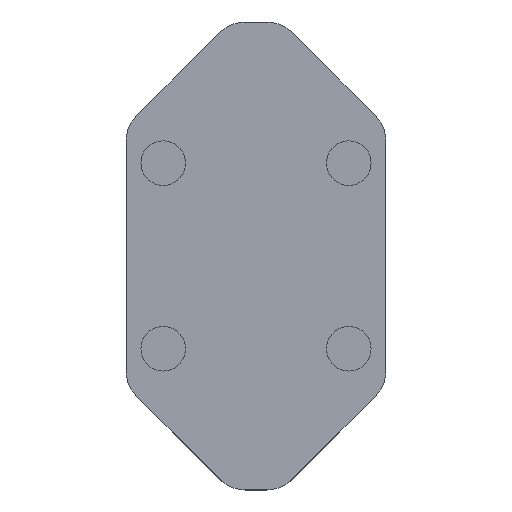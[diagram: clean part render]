
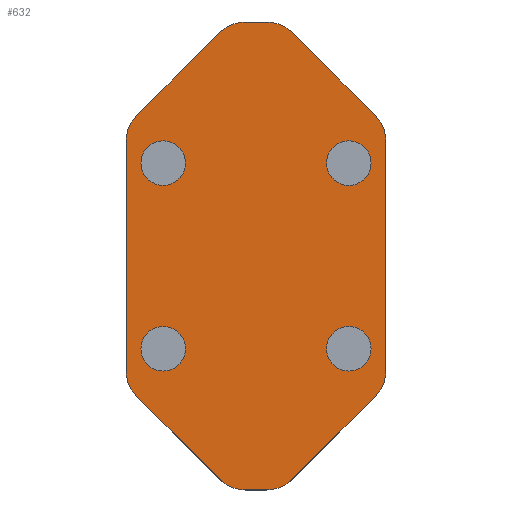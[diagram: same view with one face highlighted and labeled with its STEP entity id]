
A CAD part, top view. The second image highlights one B-rep face of the part: STEP entity #632.
In plain terms, the highlighted planar face has unit normal (0, 0, 1).
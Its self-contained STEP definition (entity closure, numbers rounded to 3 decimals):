
#21=FACE_BOUND('',#222,.T.);
#22=FACE_BOUND('',#223,.T.);
#23=FACE_BOUND('',#224,.T.);
#24=FACE_BOUND('',#225,.T.);
#32=LINE('',#974,#78);
#40=LINE('',#1003,#86);
#45=LINE('',#1017,#91);
#51=LINE('',#1034,#97);
#56=LINE('',#1056,#102);
#68=LINE('',#1104,#114);
#69=LINE('',#1106,#115);
#70=LINE('',#1108,#116);
#78=VECTOR('',#776,10.);
#86=VECTOR('',#802,10.);
#91=VECTOR('',#817,10.);
#97=VECTOR('',#833,10.);
#102=VECTOR('',#856,10.);
#114=VECTOR('',#920,10.);
#115=VECTOR('',#923,10.);
#116=VECTOR('',#926,10.);
#175=FACE_OUTER_BOUND('',#221,.T.);
#221=EDGE_LOOP('',(#552,#553,#554,#555,#556,#557,#558,#559,#560,#561,#562,
#563,#564,#565,#566,#567));
#222=EDGE_LOOP('',(#568));
#223=EDGE_LOOP('',(#569));
#224=EDGE_LOOP('',(#570));
#225=EDGE_LOOP('',(#571));
#234=CIRCLE('',#664,5.);
#242=CIRCLE('',#675,5.);
#243=CIRCLE('',#678,5.);
#244=CIRCLE('',#680,5.);
#246=CIRCLE('',#684,5.);
#253=CIRCLE('',#694,5.);
#254=CIRCLE('',#697,5.);
#255=CIRCLE('',#699,5.);
#257=CIRCLE('',#703,3.);
#259=CIRCLE('',#708,3.);
#261=CIRCLE('',#713,3.);
#263=CIRCLE('',#718,3.);
#272=VERTEX_POINT('',#957);
#273=VERTEX_POINT('',#958);
#279=VERTEX_POINT('',#972);
#289=VERTEX_POINT('',#996);
#290=VERTEX_POINT('',#997);
#291=VERTEX_POINT('',#1002);
#292=VERTEX_POINT('',#1006);
#293=VERTEX_POINT('',#1010);
#294=VERTEX_POINT('',#1011);
#295=VERTEX_POINT('',#1016);
#298=VERTEX_POINT('',#1024);
#301=VERTEX_POINT('',#1032);
#308=VERTEX_POINT('',#1051);
#309=VERTEX_POINT('',#1055);
#310=VERTEX_POINT('',#1059);
#311=VERTEX_POINT('',#1063);
#313=VERTEX_POINT('',#1070);
#315=VERTEX_POINT('',#1079);
#317=VERTEX_POINT('',#1088);
#319=VERTEX_POINT('',#1097);
#330=EDGE_CURVE('',#272,#273,#234,.T.);
#338=EDGE_CURVE('',#272,#279,#32,.T.);
#349=EDGE_CURVE('',#289,#290,#242,.T.);
#352=EDGE_CURVE('',#291,#290,#40,.T.);
#354=EDGE_CURVE('',#291,#292,#243,.T.);
#356=EDGE_CURVE('',#293,#294,#244,.T.);
#359=EDGE_CURVE('',#295,#294,#45,.T.);
#363=EDGE_CURVE('',#298,#279,#246,.T.);
#368=EDGE_CURVE('',#298,#301,#51,.T.);
#377=EDGE_CURVE('',#295,#308,#253,.T.);
#379=EDGE_CURVE('',#309,#308,#56,.T.);
#381=EDGE_CURVE('',#309,#310,#254,.T.);
#383=EDGE_CURVE('',#311,#301,#255,.T.);
#386=EDGE_CURVE('',#313,#313,#257,.T.);
#390=EDGE_CURVE('',#315,#315,#259,.T.);
#394=EDGE_CURVE('',#317,#317,#261,.T.);
#398=EDGE_CURVE('',#319,#319,#263,.T.);
#401=EDGE_CURVE('',#289,#273,#68,.T.);
#402=EDGE_CURVE('',#293,#292,#69,.T.);
#403=EDGE_CURVE('',#311,#310,#70,.T.);
#552=ORIENTED_EDGE('',*,*,#330,.F.);
#553=ORIENTED_EDGE('',*,*,#338,.T.);
#554=ORIENTED_EDGE('',*,*,#363,.F.);
#555=ORIENTED_EDGE('',*,*,#368,.T.);
#556=ORIENTED_EDGE('',*,*,#383,.F.);
#557=ORIENTED_EDGE('',*,*,#403,.T.);
#558=ORIENTED_EDGE('',*,*,#381,.F.);
#559=ORIENTED_EDGE('',*,*,#379,.T.);
#560=ORIENTED_EDGE('',*,*,#377,.F.);
#561=ORIENTED_EDGE('',*,*,#359,.T.);
#562=ORIENTED_EDGE('',*,*,#356,.F.);
#563=ORIENTED_EDGE('',*,*,#402,.T.);
#564=ORIENTED_EDGE('',*,*,#354,.F.);
#565=ORIENTED_EDGE('',*,*,#352,.T.);
#566=ORIENTED_EDGE('',*,*,#349,.F.);
#567=ORIENTED_EDGE('',*,*,#401,.T.);
#568=ORIENTED_EDGE('',*,*,#386,.T.);
#569=ORIENTED_EDGE('',*,*,#390,.T.);
#570=ORIENTED_EDGE('',*,*,#394,.T.);
#571=ORIENTED_EDGE('',*,*,#398,.T.);
#592=PLANE('',#724);
#632=ADVANCED_FACE('',(#175,#21,#22,#23,#24),#592,.T.);
#664=AXIS2_PLACEMENT_3D('',#959,#763,#764);
#675=AXIS2_PLACEMENT_3D('',#998,#796,#797);
#678=AXIS2_PLACEMENT_3D('',#1007,#806,#807);
#680=AXIS2_PLACEMENT_3D('',#1012,#811,#812);
#684=AXIS2_PLACEMENT_3D('',#1025,#824,#825);
#694=AXIS2_PLACEMENT_3D('',#1052,#851,#852);
#697=AXIS2_PLACEMENT_3D('',#1060,#860,#861);
#699=AXIS2_PLACEMENT_3D('',#1064,#865,#866);
#703=AXIS2_PLACEMENT_3D('',#1071,#874,#875);
#708=AXIS2_PLACEMENT_3D('',#1080,#886,#887);
#713=AXIS2_PLACEMENT_3D('',#1089,#898,#899);
#718=AXIS2_PLACEMENT_3D('',#1098,#910,#911);
#724=AXIS2_PLACEMENT_3D('',#1109,#927,#928);
#763=DIRECTION('center_axis',(0.,0.,-1.));
#764=DIRECTION('ref_axis',(0.924,-0.383,0.));
#776=DIRECTION('',(0.,1.,0.));
#796=DIRECTION('center_axis',(0.,0.,-1.));
#797=DIRECTION('ref_axis',(0.383,-0.924,0.));
#802=DIRECTION('',(1.,0.,0.));
#806=DIRECTION('center_axis',(0.,0.,-1.));
#807=DIRECTION('ref_axis',(-0.383,-0.924,0.));
#811=DIRECTION('center_axis',(0.,0.,-1.));
#812=DIRECTION('ref_axis',(-0.924,-0.383,0.));
#817=DIRECTION('',(0.,-1.,0.));
#824=DIRECTION('center_axis',(0.,0.,-1.));
#825=DIRECTION('ref_axis',(0.924,0.383,0.));
#833=DIRECTION('',(-0.707,0.707,0.));
#851=DIRECTION('center_axis',(0.,0.,-1.));
#852=DIRECTION('ref_axis',(-0.924,0.383,0.));
#856=DIRECTION('',(-0.707,-0.707,0.));
#860=DIRECTION('center_axis',(0.,0.,-1.));
#861=DIRECTION('ref_axis',(-0.383,0.924,0.));
#865=DIRECTION('center_axis',(0.,0.,-1.));
#866=DIRECTION('ref_axis',(0.383,0.924,0.));
#874=DIRECTION('center_axis',(0.,0.,-1.));
#875=DIRECTION('ref_axis',(1.,0.,0.));
#886=DIRECTION('center_axis',(0.,0.,-1.));
#887=DIRECTION('ref_axis',(1.,0.,0.));
#898=DIRECTION('center_axis',(0.,0.,-1.));
#899=DIRECTION('ref_axis',(1.,0.,0.));
#910=DIRECTION('center_axis',(0.,0.,-1.));
#911=DIRECTION('ref_axis',(1.,0.,0.));
#920=DIRECTION('',(0.707,0.707,0.));
#923=DIRECTION('',(0.707,-0.707,0.));
#926=DIRECTION('',(-1.,0.,0.));
#927=DIRECTION('center_axis',(0.,0.,1.));
#928=DIRECTION('ref_axis',(1.,0.,0.));
#957=CARTESIAN_POINT('',(17.5,-15.429,12.5));
#958=CARTESIAN_POINT('',(16.036,-18.964,12.5));
#959=CARTESIAN_POINT('Origin',(12.5,-15.429,12.5));
#972=CARTESIAN_POINT('',(17.5,15.429,12.5));
#974=CARTESIAN_POINT('',(17.5,-17.5,12.5));
#996=CARTESIAN_POINT('',(4.964,-30.036,12.5));
#997=CARTESIAN_POINT('',(1.429,-31.5,12.5));
#998=CARTESIAN_POINT('Origin',(1.429,-26.5,12.5));
#1002=CARTESIAN_POINT('',(-1.429,-31.5,12.5));
#1003=CARTESIAN_POINT('',(-3.5,-31.5,12.5));
#1006=CARTESIAN_POINT('',(-4.964,-30.036,12.5));
#1007=CARTESIAN_POINT('Origin',(-1.429,-26.5,12.5));
#1010=CARTESIAN_POINT('',(-16.036,-18.964,12.5));
#1011=CARTESIAN_POINT('',(-17.5,-15.429,12.5));
#1012=CARTESIAN_POINT('Origin',(-12.5,-15.429,12.5));
#1016=CARTESIAN_POINT('',(-17.5,15.429,12.5));
#1017=CARTESIAN_POINT('',(-17.5,17.5,12.5));
#1024=CARTESIAN_POINT('',(16.036,18.964,12.5));
#1025=CARTESIAN_POINT('Origin',(12.5,15.429,12.5));
#1032=CARTESIAN_POINT('',(4.964,30.036,12.5));
#1034=CARTESIAN_POINT('',(17.5,17.5,12.5));
#1051=CARTESIAN_POINT('',(-16.036,18.964,12.5));
#1052=CARTESIAN_POINT('Origin',(-12.5,15.429,12.5));
#1055=CARTESIAN_POINT('',(-4.964,30.036,12.5));
#1056=CARTESIAN_POINT('',(-3.5,31.5,12.5));
#1059=CARTESIAN_POINT('',(-1.429,31.5,12.5));
#1060=CARTESIAN_POINT('Origin',(-1.429,26.5,12.5));
#1063=CARTESIAN_POINT('',(1.429,31.5,12.5));
#1064=CARTESIAN_POINT('Origin',(1.429,26.5,12.5));
#1070=CARTESIAN_POINT('',(9.5,-12.5,12.5));
#1071=CARTESIAN_POINT('Origin',(12.5,-12.5,12.5));
#1079=CARTESIAN_POINT('',(-15.5,12.5,12.5));
#1080=CARTESIAN_POINT('Origin',(-12.5,12.5,12.5));
#1088=CARTESIAN_POINT('',(-15.5,-12.5,12.5));
#1089=CARTESIAN_POINT('Origin',(-12.5,-12.5,12.5));
#1097=CARTESIAN_POINT('',(9.5,12.5,12.5));
#1098=CARTESIAN_POINT('Origin',(12.5,12.5,12.5));
#1104=CARTESIAN_POINT('',(3.5,-31.5,12.5));
#1106=CARTESIAN_POINT('',(-17.5,-17.5,12.5));
#1108=CARTESIAN_POINT('',(3.5,31.5,12.5));
#1109=CARTESIAN_POINT('Origin',(0.,21.557,
12.5));
